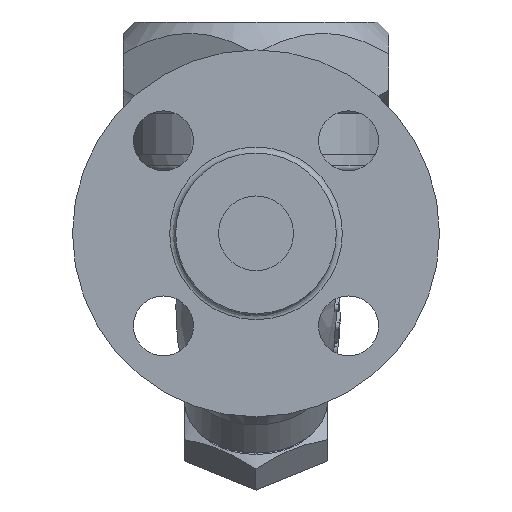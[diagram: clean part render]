
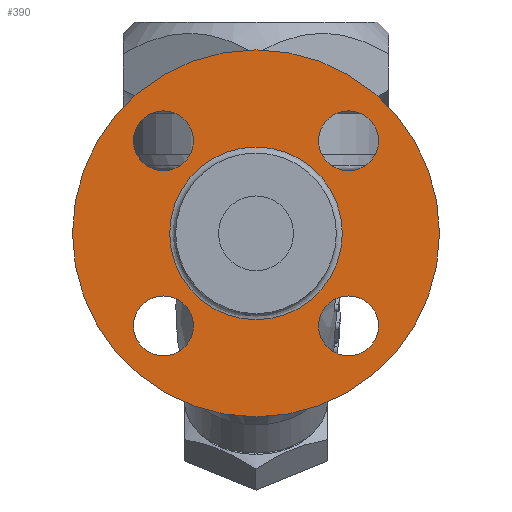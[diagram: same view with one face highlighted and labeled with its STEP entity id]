
A CAD part, left-side view. The second image highlights one B-rep face of the part: STEP entity #390.
In plain terms, the highlighted free-form (B-spline) face has degree [1, 1] with [2, 2] control points.
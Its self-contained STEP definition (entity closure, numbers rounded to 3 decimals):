
#244=CARTESIAN_POINT('',(-95.9,0.,-70.));
#245=VERTEX_POINT('',#244);
#246=CARTESIAN_POINT('',(-95.9,0.0,-21.));
#247=DIRECTION('',(1.0,0.0,0.0));
#248=DIRECTION('',(0.0,0.0,1.0));
#249=AXIS2_PLACEMENT_3D('',#246,#247,#248);
#250=CIRCLE('',#249,49.0);
#251=EDGE_CURVE('',#245,#245,#250,.T.);
#323=CARTESIAN_POINT('',(-95.9,0.,-44.05));
#324=VERTEX_POINT('',#323);
#325=CARTESIAN_POINT('',(-95.9,0.0,-21.));
#326=DIRECTION('',(-1.0,0.0,0.0));
#327=DIRECTION('',(0.0,0.0,1.0));
#328=AXIS2_PLACEMENT_3D('',#325,#326,#327);
#329=CIRCLE('',#328,23.05);
#330=EDGE_CURVE('',#324,#324,#329,.T.);
#335=CARTESIAN_POINT('',(-95.9,49.0,-70.));
#336=CARTESIAN_POINT('',(-95.9,49.0,28.));
#337=CARTESIAN_POINT('',(-95.9,-49.0,-70.));
#338=CARTESIAN_POINT('',(-95.9,-49.0,28.));
#339=B_SPLINE_SURFACE_WITH_KNOTS('',1,1,((#335,#337),(#336,#338)),.UNSPECIFIED.,.F.,.F.,.U.,(2,2),(2,2),(0.0,98.0),(0.0,98.0),.UNSPECIFIED.);
#340=ORIENTED_EDGE('',*,*,#251,.F.);
#341=EDGE_LOOP('',(#340));
#342=FACE_OUTER_BOUND('',#341,.T.);
#343=CARTESIAN_POINT('',(-95.9,-24.713,-53.713));
#344=VERTEX_POINT('',#343);
#345=CARTESIAN_POINT('',(-95.9,-24.713,-45.713));
#346=DIRECTION('',(-1.0,0.0,0.0));
#347=DIRECTION('',(0.0,1.0,0.0));
#348=AXIS2_PLACEMENT_3D('',#345,#346,#347);
#349=CIRCLE('',#348,8.0);
#350=EDGE_CURVE('',#344,#344,#349,.T.);
#351=ORIENTED_EDGE('',*,*,#350,.F.);
#352=EDGE_LOOP('',(#351));
#353=FACE_BOUND('',#352,.T.);
#354=CARTESIAN_POINT('',(-95.9,24.713,-53.713));
#355=VERTEX_POINT('',#354);
#356=CARTESIAN_POINT('',(-95.9,24.713,-45.713));
#357=DIRECTION('',(-1.0,0.0,0.0));
#358=DIRECTION('',(0.0,0.0,1.0));
#359=AXIS2_PLACEMENT_3D('',#356,#357,#358);
#360=CIRCLE('',#359,8.0);
#361=EDGE_CURVE('',#355,#355,#360,.T.);
#362=ORIENTED_EDGE('',*,*,#361,.F.);
#363=EDGE_LOOP('',(#362));
#364=FACE_BOUND('',#363,.T.);
#365=CARTESIAN_POINT('',(-95.9,24.713,-4.287));
#366=VERTEX_POINT('',#365);
#367=CARTESIAN_POINT('',(-95.9,24.713,3.713));
#368=DIRECTION('',(-1.0,0.0,0.0));
#369=DIRECTION('',(0.0,-1.0,0.0));
#370=AXIS2_PLACEMENT_3D('',#367,#368,#369);
#371=CIRCLE('',#370,8.0);
#372=EDGE_CURVE('',#366,#366,#371,.T.);
#373=ORIENTED_EDGE('',*,*,#372,.F.);
#374=EDGE_LOOP('',(#373));
#375=FACE_BOUND('',#374,.T.);
#376=CARTESIAN_POINT('',(-95.9,-24.713,-4.287));
#377=VERTEX_POINT('',#376);
#378=CARTESIAN_POINT('',(-95.9,-24.713,3.713));
#379=DIRECTION('',(-1.0,0.0,0.0));
#380=DIRECTION('',(0.0,0.0,-1.0));
#381=AXIS2_PLACEMENT_3D('',#378,#379,#380);
#382=CIRCLE('',#381,8.0);
#383=EDGE_CURVE('',#377,#377,#382,.T.);
#384=ORIENTED_EDGE('',*,*,#383,.F.);
#385=EDGE_LOOP('',(#384));
#386=FACE_BOUND('',#385,.T.);
#387=ORIENTED_EDGE('',*,*,#330,.F.);
#388=EDGE_LOOP('',(#387));
#389=FACE_BOUND('',#388,.T.);
#390=ADVANCED_FACE('',(#342,#353,#364,#375,#386,#389),#339,.F.);
